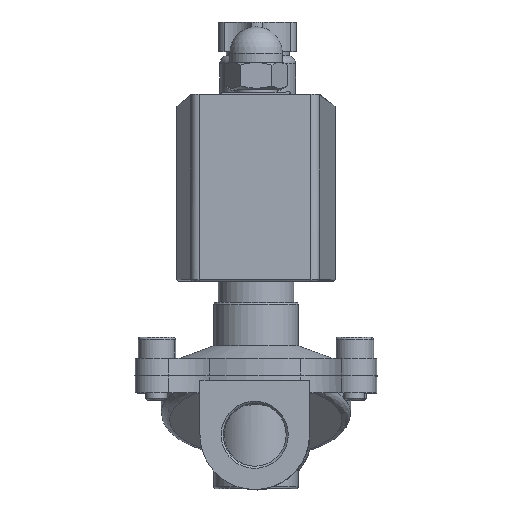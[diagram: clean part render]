
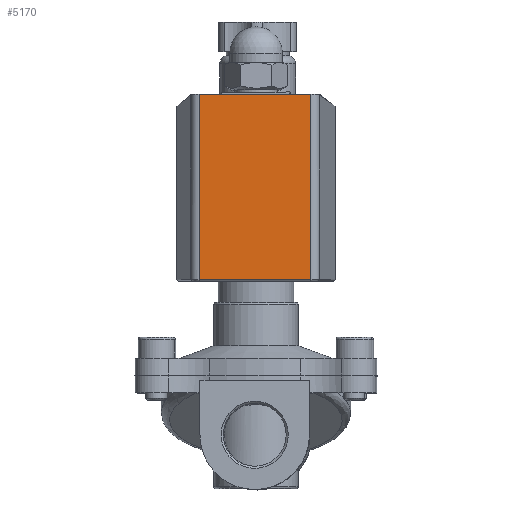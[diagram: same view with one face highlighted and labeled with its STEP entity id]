
A CAD part, top view. The second image highlights one B-rep face of the part: STEP entity #5170.
In plain terms, the highlighted face is planar.
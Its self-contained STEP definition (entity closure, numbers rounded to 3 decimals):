
#449=PLANE('',#5770);
#734=FACE_OUTER_BOUND('',#1058,.T.);
#1058=EDGE_LOOP('',(#4555,#4556,#4557,#4558));
#1324=LINE('',#9110,#1654);
#1346=LINE('',#9217,#1676);
#1352=LINE('',#9232,#1682);
#1418=LINE('',#9824,#1748);
#1654=VECTOR('',#6666,10.);
#1676=VECTOR('',#6804,10.);
#1682=VECTOR('',#6818,10.);
#1748=VECTOR('',#7104,10.);
#2439=VERTEX_POINT('',#9104);
#2440=VERTEX_POINT('',#9108);
#2467=VERTEX_POINT('',#9215);
#2472=VERTEX_POINT('',#9231);
#3043=EDGE_CURVE('',#2440,#2439,#1324,.T.);
#3096=EDGE_CURVE('',#2467,#2440,#1346,.T.);
#3103=EDGE_CURVE('',#2439,#2472,#1352,.T.);
#3247=EDGE_CURVE('',#2472,#2467,#1418,.T.);
#4555=ORIENTED_EDGE('',*,*,#3043,.F.);
#4556=ORIENTED_EDGE('',*,*,#3096,.F.);
#4557=ORIENTED_EDGE('',*,*,#3247,.F.);
#4558=ORIENTED_EDGE('',*,*,#3103,.F.);
#5170=ADVANCED_FACE('',(#734),#449,.T.);
#5770=AXIS2_PLACEMENT_3D('',#9831,#7112,#7113);
#6666=DIRECTION('',(-1.,0.,0.));
#6804=DIRECTION('',(0.,-1.,0.));
#6818=DIRECTION('',(0.,1.,0.));
#7104=DIRECTION('',(1.,0.,0.));
#7112=DIRECTION('center_axis',(0.,0.,1.));
#7113=DIRECTION('ref_axis',(1.,0.,0.));
#9104=CARTESIAN_POINT('',(-13.282,37.,58.));
#9108=CARTESIAN_POINT('',(13.282,37.,58.));
#9110=CARTESIAN_POINT('',(-7.5,37.,58.));
#9215=CARTESIAN_POINT('',(13.282,81.,58.));
#9217=CARTESIAN_POINT('',(13.282,36.5,58.));
#9231=CARTESIAN_POINT('',(-13.282,81.,58.));
#9232=CARTESIAN_POINT('',(-13.282,36.5,58.));
#9824=CARTESIAN_POINT('',(-15.,81.,58.));
#9831=CARTESIAN_POINT('Origin',(-15.,36.5,58.));
